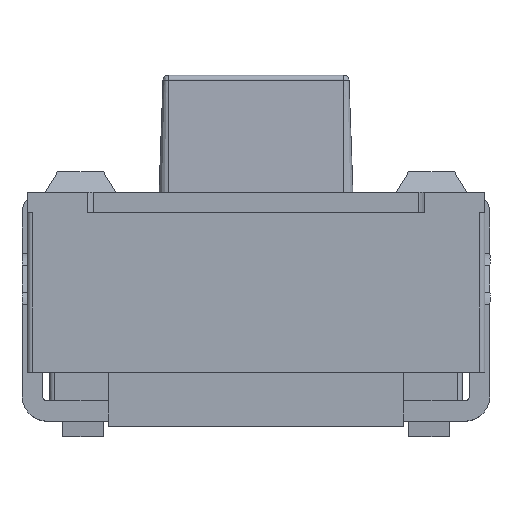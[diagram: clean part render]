
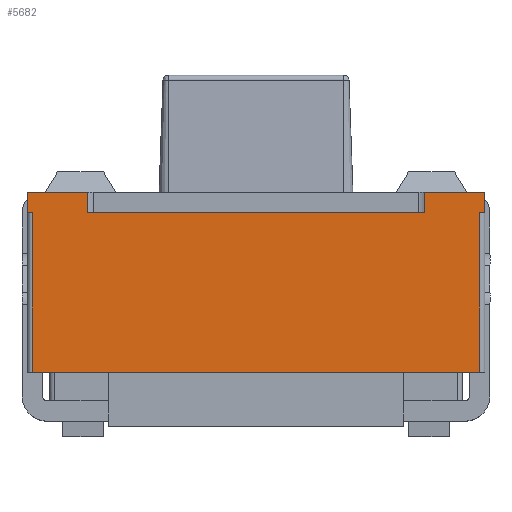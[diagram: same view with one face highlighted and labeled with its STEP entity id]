
A CAD part, top view. The second image highlights one B-rep face of the part: STEP entity #5682.
In plain terms, the highlighted planar face has unit normal (0, 0, 1).
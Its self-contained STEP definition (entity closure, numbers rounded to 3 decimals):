
#330=FACE_OUTER_BOUND('',#640,.T.);
#640=EDGE_LOOP('',(#4123,#4124,#4125,#4126,#4127,#4128,#4129,#4130,#4131,
#4132,#4133,#4134));
#1231=LINE('',#8855,#1853);
#1266=LINE('',#8954,#1888);
#1267=LINE('',#8956,#1889);
#1268=LINE('',#8958,#1890);
#1269=LINE('',#8960,#1891);
#1270=LINE('',#8962,#1892);
#1271=LINE('',#8963,#1893);
#1272=LINE('',#8965,#1894);
#1273=LINE('',#8967,#1895);
#1274=LINE('',#8969,#1896);
#1275=LINE('',#8971,#1897);
#1276=LINE('',#8972,#1898);
#1853=VECTOR('',#6759,0.394);
#1888=VECTOR('',#6826,3.32);
#1889=VECTOR('',#6827,0.2);
#1890=VECTOR('',#6828,0.59);
#1891=VECTOR('',#6829,0.2);
#1892=VECTOR('',#6830,0.05);
#1893=VECTOR('',#6831,1.57);
#1894=VECTOR('',#6832,1.57);
#1895=VECTOR('',#6833,0.05);
#1896=VECTOR('',#6834,0.2);
#1897=VECTOR('',#6835,0.59);
#1898=VECTOR('',#6836,0.2);
#2473=VERTEX_POINT('',#8853);
#2474=VERTEX_POINT('',#8854);
#2521=VERTEX_POINT('',#8952);
#2522=VERTEX_POINT('',#8953);
#2523=VERTEX_POINT('',#8955);
#2524=VERTEX_POINT('',#8957);
#2525=VERTEX_POINT('',#8959);
#2526=VERTEX_POINT('',#8961);
#2527=VERTEX_POINT('',#8964);
#2528=VERTEX_POINT('',#8966);
#2529=VERTEX_POINT('',#8968);
#2530=VERTEX_POINT('',#8970);
#3080=EDGE_CURVE('',#2473,#2474,#1231,.F.);
#3130=EDGE_CURVE('',#2521,#2522,#1266,.T.);
#3131=EDGE_CURVE('',#2523,#2521,#1267,.T.);
#3132=EDGE_CURVE('',#2524,#2523,#1268,.T.);
#3133=EDGE_CURVE('',#2525,#2524,#1269,.T.);
#3134=EDGE_CURVE('',#2526,#2525,#1270,.T.);
#3135=EDGE_CURVE('',#2474,#2526,#1271,.T.);
#3136=EDGE_CURVE('',#2527,#2473,#1272,.T.);
#3137=EDGE_CURVE('',#2528,#2527,#1273,.T.);
#3138=EDGE_CURVE('',#2529,#2528,#1274,.T.);
#3139=EDGE_CURVE('',#2530,#2529,#1275,.T.);
#3140=EDGE_CURVE('',#2522,#2530,#1276,.T.);
#4123=ORIENTED_EDGE('',*,*,#3130,.F.);
#4124=ORIENTED_EDGE('',*,*,#3131,.F.);
#4125=ORIENTED_EDGE('',*,*,#3132,.F.);
#4126=ORIENTED_EDGE('',*,*,#3133,.F.);
#4127=ORIENTED_EDGE('',*,*,#3134,.F.);
#4128=ORIENTED_EDGE('',*,*,#3135,.F.);
#4129=ORIENTED_EDGE('',*,*,#3080,.F.);
#4130=ORIENTED_EDGE('',*,*,#3136,.F.);
#4131=ORIENTED_EDGE('',*,*,#3137,.F.);
#4132=ORIENTED_EDGE('',*,*,#3138,.F.);
#4133=ORIENTED_EDGE('',*,*,#3139,.F.);
#4134=ORIENTED_EDGE('',*,*,#3140,.F.);
#5464=PLANE('',#6048);
#5682=ADVANCED_FACE('',(#330),#5464,.F.);
#6048=AXIS2_PLACEMENT_3D('',#8951,#6824,#6825);
#6759=DIRECTION('',(1.,0.,0.));
#6824=DIRECTION('center_axis',(0.,0.,
-1.));
#6825=DIRECTION('ref_axis',(-1.,0.,0.));
#6826=DIRECTION('',(1.,0.,0.));
#6827=DIRECTION('',(0.,-1.,0.));
#6828=DIRECTION('',(1.,0.,0.));
#6829=DIRECTION('',(0.,1.,0.));
#6830=DIRECTION('',(-1.,0.,0.));
#6831=DIRECTION('',(0.,1.,0.));
#6832=DIRECTION('',(0.,-1.,0.));
#6833=DIRECTION('',(-1.,0.,0.));
#6834=DIRECTION('',(0.,-1.,0.));
#6835=DIRECTION('',(1.,0.,0.));
#6836=DIRECTION('',(0.,1.,0.));
#8853=CARTESIAN_POINT('',(2.2,-0.985,1.875));
#8854=CARTESIAN_POINT('',(-2.2,-0.985,1.875));
#8855=CARTESIAN_POINT('',(-0.95,-0.985,1.875));
#8951=CARTESIAN_POINT('Origin',(0.,-0.34,
1.875));
#8952=CARTESIAN_POINT('',(-1.66,0.585,1.875));
#8953=CARTESIAN_POINT('',(1.66,0.585,1.875));
#8954=CARTESIAN_POINT('',(-1.66,0.585,1.875));
#8955=CARTESIAN_POINT('',(-1.66,0.785,1.875));
#8956=CARTESIAN_POINT('',(-1.66,0.785,1.875));
#8957=CARTESIAN_POINT('',(-2.25,0.785,1.875));
#8958=CARTESIAN_POINT('',(-2.25,0.785,1.875));
#8959=CARTESIAN_POINT('',(-2.25,0.585,1.875));
#8960=CARTESIAN_POINT('',(-2.25,0.585,1.875));
#8961=CARTESIAN_POINT('',(-2.2,0.585,1.875));
#8962=CARTESIAN_POINT('',(-2.2,0.585,1.875));
#8963=CARTESIAN_POINT('',(-2.2,-0.985,1.875));
#8964=CARTESIAN_POINT('',(2.2,0.585,1.875));
#8965=CARTESIAN_POINT('',(2.2,0.585,1.875));
#8966=CARTESIAN_POINT('',(2.25,0.585,1.875));
#8967=CARTESIAN_POINT('',(2.25,0.585,1.875));
#8968=CARTESIAN_POINT('',(2.25,0.785,1.875));
#8969=CARTESIAN_POINT('',(2.25,0.785,1.875));
#8970=CARTESIAN_POINT('',(1.66,0.785,1.875));
#8971=CARTESIAN_POINT('',(1.66,0.785,1.875));
#8972=CARTESIAN_POINT('',(1.66,0.585,1.875));
